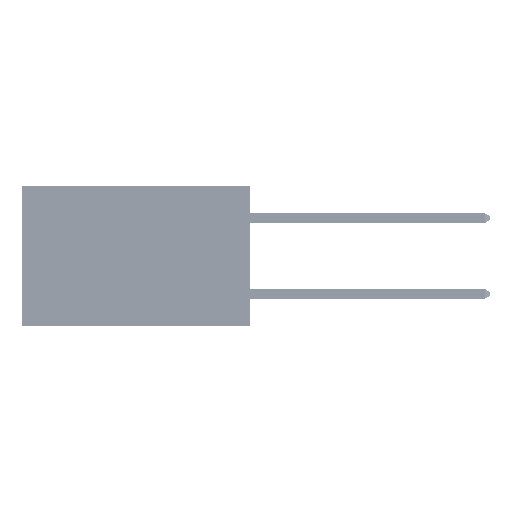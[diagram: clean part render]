
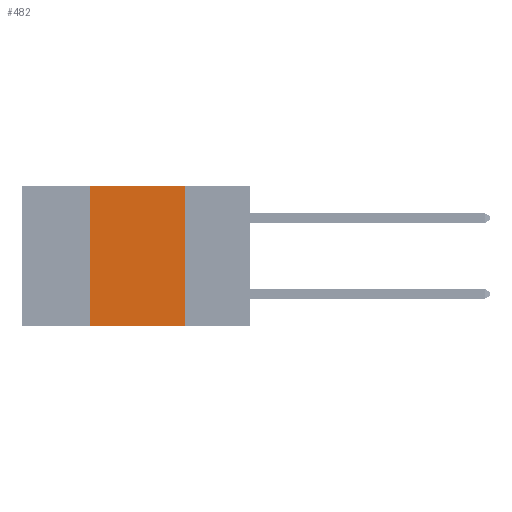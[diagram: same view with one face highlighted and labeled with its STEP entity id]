
A CAD part, left-side view. The second image highlights one B-rep face of the part: STEP entity #482.
In plain terms, the highlighted planar face has unit normal (-1, 0, 0).
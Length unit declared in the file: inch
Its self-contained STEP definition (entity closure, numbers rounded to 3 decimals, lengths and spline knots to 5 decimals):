
#482 = ADVANCED_FACE ( 'NONE', ( #30753 ), #5092, .F. ) ;
#819 = CARTESIAN_POINT ( 'NONE',  ( 0., 0.17, 0. ) ) ;
#1762 = CARTESIAN_POINT ( 'NONE',  ( 0., 0.42, 0. ) ) ;
#2684 = ORIENTED_EDGE ( 'NONE', *, *, #5805, .F. ) ;
#3366 = LINE ( 'NONE', #40879, #27153 ) ;
#4299 = VERTEX_POINT ( 'NONE', #38365 ) ;
#5092 = PLANE ( 'NONE',  #44085 ) ;
#5805 = EDGE_CURVE ( 'NONE', #4299, #30975, #25788, .T. ) ;
#6376 = DIRECTION ( 'NONE',  ( 0., 0., 1. ) ) ;
#8736 = DIRECTION ( 'NONE',  ( 1., 0., 0. ) ) ;
#11681 = ORIENTED_EDGE ( 'NONE', *, *, #21660, .T. ) ;
#15689 = ORIENTED_EDGE ( 'NONE', *, *, #47165, .F. ) ;
#16635 = VERTEX_POINT ( 'NONE', #24998 ) ;
#18534 = DIRECTION ( 'NONE',  ( 0., 0., -1. ) ) ;
#18538 = LINE ( 'NONE', #37148, #36440 ) ;
#19195 = EDGE_CURVE ( 'NONE', #22434, #16635, #39542, .T. ) ;
#21660 = EDGE_CURVE ( 'NONE', #22434, #30975, #18538, .T. ) ;
#22434 = VERTEX_POINT ( 'NONE', #47257 ) ;
#24998 = CARTESIAN_POINT ( 'NONE',  ( 0., 0.42, 0. ) ) ;
#25095 = CARTESIAN_POINT ( 'NONE',  ( 0., 0.17, -0.37 ) ) ;
#25660 = DIRECTION ( 'NONE',  ( 0., -1., 0. ) ) ;
#25788 = LINE ( 'NONE', #819, #27691 ) ;
#27153 = VECTOR ( 'NONE', #25660, 39.37008 ) ;
#27691 = VECTOR ( 'NONE', #18534, 39.37008 ) ;
#29187 = DIRECTION ( 'NONE',  ( 0., -1., 0. ) ) ;
#30753 = FACE_OUTER_BOUND ( 'NONE', #33057, .T. ) ;
#30975 = VERTEX_POINT ( 'NONE', #25095 ) ;
#31740 = VECTOR ( 'NONE', #6376, 39.37008 ) ;
#33057 = EDGE_LOOP ( 'NONE', ( #2684, #15689, #35600, #11681 ) ) ;
#35600 = ORIENTED_EDGE ( 'NONE', *, *, #19195, .F. ) ;
#36440 = VECTOR ( 'NONE', #29187, 39.37008 ) ;
#37148 = CARTESIAN_POINT ( 'NONE',  ( 0., 0.6, -0.37 ) ) ;
#38365 = CARTESIAN_POINT ( 'NONE',  ( 0., 0.17, 0. ) ) ;
#39542 = LINE ( 'NONE', #1762, #31740 ) ;
#40879 = CARTESIAN_POINT ( 'NONE',  ( 0., 0.6, 0. ) ) ;
#41890 = CARTESIAN_POINT ( 'NONE',  ( 0., 0.6, 0. ) ) ;
#42122 = DIRECTION ( 'NONE',  ( 0., 0., -1. ) ) ;
#44085 = AXIS2_PLACEMENT_3D ( 'NONE', #41890, #8736, #42122 ) ;
#47165 = EDGE_CURVE ( 'NONE', #16635, #4299, #3366, .T. ) ;
#47257 = CARTESIAN_POINT ( 'NONE',  ( 0., 0.42, -0.37 ) ) ;
